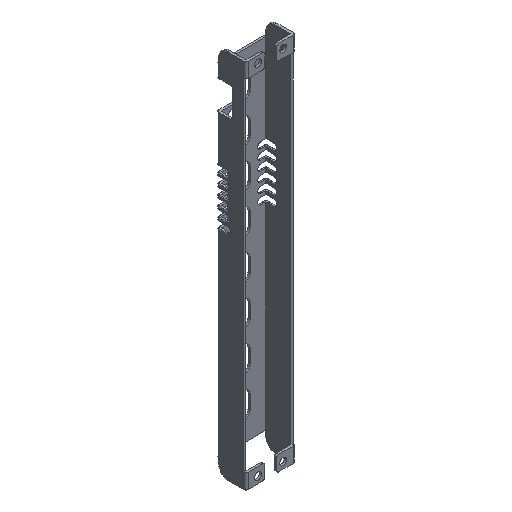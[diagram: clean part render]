
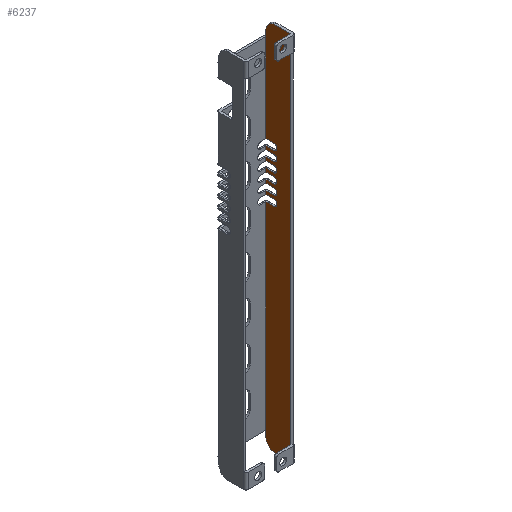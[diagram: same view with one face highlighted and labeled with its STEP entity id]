
A CAD part, isometric view. The second image highlights one B-rep face of the part: STEP entity #6237.
In plain terms, the highlighted planar face has unit normal (-1, 0, 0).
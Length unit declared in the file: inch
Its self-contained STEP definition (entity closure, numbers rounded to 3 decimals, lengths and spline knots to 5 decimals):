
#1695=CARTESIAN_POINT('',(0.64,-0.312,-5.03));
#1696=DIRECTION('',(-1.,0.,0.));
#1697=DIRECTION('',(0.,1.,0.));
#1698=AXIS2_PLACEMENT_3D('',#1695,#1696,#1697);
#1709=DIRECTION('',(0.,0.,1.));
#1710=VECTOR('',#1709,0.43);
#1711=CARTESIAN_POINT('',(0.64,-0.772,4.85));
#1712=LINE('',#1711,#1710);
#1713=DIRECTION('',(0.,0.,-1.));
#1714=VECTOR('',#1713,0.43);
#1715=CARTESIAN_POINT('',(0.64,-0.772,-4.85));
#1716=LINE('',#1715,#1714);
#1717=DIRECTION('',(0.,0.,1.));
#1718=VECTOR('',#1717,0.18);
#1719=CARTESIAN_POINT('',(0.64,-0.062,-5.03));
#1720=LINE('',#1719,#1718);
#1721=DIRECTION('',(0.,0.,1.));
#1722=VECTOR('',#1721,5.637);
#1723=CARTESIAN_POINT('',(0.64,-0.062,-4.85));
#1724=LINE('',#1723,#1722);
#1725=DIRECTION('',(0.,-1.,0.));
#1726=VECTOR('',#1725,0.218);
#1727=CARTESIAN_POINT('',(0.64,-0.062,0.787));
#1728=LINE('',#1727,#1726);
#1729=CARTESIAN_POINT('',(0.64,-0.28,0.875));
#1730=DIRECTION('',(1.,0.,0.));
#1731=DIRECTION('',(0.,0.,1.));
#1732=AXIS2_PLACEMENT_3D('',#1729,#1730,#1731);
#1734=DIRECTION('',(0.,-1.,0.));
#1735=VECTOR('',#1734,0.218);
#1736=CARTESIAN_POINT('',(0.64,-0.062,0.963));
#1737=LINE('',#1736,#1735);
#1738=DIRECTION('',(0.,0.,1.));
#1739=VECTOR('',#1738,0.099);
#1740=CARTESIAN_POINT('',(0.64,-0.062,0.963));
#1741=LINE('',#1740,#1739);
#1742=DIRECTION('',(0.,-1.,0.));
#1743=VECTOR('',#1742,0.218);
#1744=CARTESIAN_POINT('',(0.64,-0.062,1.062));
#1745=LINE('',#1744,#1743);
#1746=CARTESIAN_POINT('',(0.64,-0.28,1.15));
#1747=DIRECTION('',(1.,0.,0.));
#1748=DIRECTION('',(0.,0.,1.));
#1749=AXIS2_PLACEMENT_3D('',#1746,#1747,#1748);
#1751=DIRECTION('',(0.,-1.,0.));
#1752=VECTOR('',#1751,0.218);
#1753=CARTESIAN_POINT('',(0.64,-0.062,1.238));
#1754=LINE('',#1753,#1752);
#1755=DIRECTION('',(0.,0.,1.));
#1756=VECTOR('',#1755,0.099);
#1757=CARTESIAN_POINT('',(0.64,-0.062,1.238));
#1758=LINE('',#1757,#1756);
#1759=DIRECTION('',(0.,-1.,0.));
#1760=VECTOR('',#1759,0.218);
#1761=CARTESIAN_POINT('',(0.64,-0.062,1.337));
#1762=LINE('',#1761,#1760);
#1763=CARTESIAN_POINT('',(0.64,-0.28,1.425));
#1764=DIRECTION('',(1.,0.,0.));
#1765=DIRECTION('',(0.,0.,1.));
#1766=AXIS2_PLACEMENT_3D('',#1763,#1764,#1765);
#1768=DIRECTION('',(0.,-1.,0.));
#1769=VECTOR('',#1768,0.218);
#1770=CARTESIAN_POINT('',(0.64,-0.062,1.513));
#1771=LINE('',#1770,#1769);
#1772=DIRECTION('',(0.,0.,1.));
#1773=VECTOR('',#1772,0.099);
#1774=CARTESIAN_POINT('',(0.64,-0.062,1.513));
#1775=LINE('',#1774,#1773);
#1776=DIRECTION('',(0.,-1.,0.));
#1777=VECTOR('',#1776,0.218);
#1778=CARTESIAN_POINT('',(0.64,-0.062,1.612));
#1779=LINE('',#1778,#1777);
#1780=CARTESIAN_POINT('',(0.64,-0.28,1.7));
#1781=DIRECTION('',(1.,0.,0.));
#1782=DIRECTION('',(0.,0.,1.));
#1783=AXIS2_PLACEMENT_3D('',#1780,#1781,#1782);
#1785=DIRECTION('',(0.,-1.,0.));
#1786=VECTOR('',#1785,0.218);
#1787=CARTESIAN_POINT('',(0.64,-0.062,1.788));
#1788=LINE('',#1787,#1786);
#1789=DIRECTION('',(0.,0.,1.));
#1790=VECTOR('',#1789,0.099);
#1791=CARTESIAN_POINT('',(0.64,-0.062,1.788));
#1792=LINE('',#1791,#1790);
#1793=DIRECTION('',(0.,-1.,0.));
#1794=VECTOR('',#1793,0.218);
#1795=CARTESIAN_POINT('',(0.64,-0.062,1.887));
#1796=LINE('',#1795,#1794);
#1797=CARTESIAN_POINT('',(0.64,-0.28,1.975));
#1798=DIRECTION('',(1.,0.,0.));
#1799=DIRECTION('',(0.,0.,1.));
#1800=AXIS2_PLACEMENT_3D('',#1797,#1798,#1799);
#1802=DIRECTION('',(0.,-1.,0.));
#1803=VECTOR('',#1802,0.218);
#1804=CARTESIAN_POINT('',(0.64,-0.062,2.063));
#1805=LINE('',#1804,#1803);
#1806=DIRECTION('',(0.,0.,1.));
#1807=VECTOR('',#1806,0.099);
#1808=CARTESIAN_POINT('',(0.64,-0.062,2.063));
#1809=LINE('',#1808,#1807);
#1810=DIRECTION('',(0.,-1.,0.));
#1811=VECTOR('',#1810,0.218);
#1812=CARTESIAN_POINT('',(0.64,-0.062,2.162));
#1813=LINE('',#1812,#1811);
#1814=CARTESIAN_POINT('',(0.64,-0.28,2.25));
#1815=DIRECTION('',(1.,0.,0.));
#1816=DIRECTION('',(0.,0.,1.));
#1817=AXIS2_PLACEMENT_3D('',#1814,#1815,#1816);
#1819=DIRECTION('',(0.,-1.,0.));
#1820=VECTOR('',#1819,0.218);
#1821=CARTESIAN_POINT('',(0.64,-0.062,2.338));
#1822=LINE('',#1821,#1820);
#1823=DIRECTION('',(0.,0.,1.));
#1824=VECTOR('',#1823,2.512);
#1825=CARTESIAN_POINT('',(0.64,-0.062,2.338));
#1826=LINE('',#1825,#1824);
#1827=DIRECTION('',(0.,0.,-1.));
#1828=VECTOR('',#1827,0.18);
#1829=CARTESIAN_POINT('',(0.64,-0.062,5.03));
#1830=LINE('',#1829,#1828);
#1844=CARTESIAN_POINT('',(0.64,-0.312,5.03));
#1845=DIRECTION('',(-1.,0.,0.));
#1846=DIRECTION('',(0.,0.,1.));
#1847=AXIS2_PLACEMENT_3D('',#1844,#1845,#1846);
#1917=DIRECTION('',(0.,0.,1.));
#1918=VECTOR('',#1917,9.7);
#1919=CARTESIAN_POINT('',(0.64,-0.772,-4.85));
#1920=LINE('',#1919,#1918);
#1969=DIRECTION('',(0.,-1.,0.));
#1970=VECTOR('',#1969,0.46);
#1971=CARTESIAN_POINT('',(0.64,-0.312,-5.28));
#1972=LINE('',#1971,#1970);
#2097=DIRECTION('',(0.,-1.,0.));
#2098=VECTOR('',#2097,0.46);
#2099=CARTESIAN_POINT('',(0.64,-0.312,5.28));
#2100=LINE('',#2099,#2098);
#3259=CARTESIAN_POINT('',(0.64,-0.772,-4.85));
#3260=CARTESIAN_POINT('',(0.64,-0.772,-5.28));
#3261=VERTEX_POINT('',#3259);
#3262=VERTEX_POINT('',#3260);
#3263=CARTESIAN_POINT('',(0.64,-0.772,4.85));
#3265=VERTEX_POINT('',#3263);
#3337=CARTESIAN_POINT('',(0.64,-0.772,5.28));
#3338=VERTEX_POINT('',#3337);
#3403=CARTESIAN_POINT('',(0.64,-0.062,0.787));
#3404=CARTESIAN_POINT('',(0.64,-0.28,0.787));
#3405=VERTEX_POINT('',#3403);
#3406=VERTEX_POINT('',#3404);
#3407=CARTESIAN_POINT('',(0.64,-0.062,0.963));
#3408=CARTESIAN_POINT('',(0.64,-0.28,0.963));
#3409=VERTEX_POINT('',#3407);
#3410=VERTEX_POINT('',#3408);
#3476=CARTESIAN_POINT('',(0.64,-0.062,-4.85));
#3478=VERTEX_POINT('',#3476);
#3488=CARTESIAN_POINT('',(0.64,-0.062,4.85));
#3490=VERTEX_POINT('',#3488);
#3515=CARTESIAN_POINT('',(0.64,-0.062,1.062));
#3516=CARTESIAN_POINT('',(0.64,-0.28,1.062));
#3517=VERTEX_POINT('',#3515);
#3518=VERTEX_POINT('',#3516);
#3519=CARTESIAN_POINT('',(0.64,-0.062,1.238));
#3520=CARTESIAN_POINT('',(0.64,-0.28,1.238));
#3521=VERTEX_POINT('',#3519);
#3522=VERTEX_POINT('',#3520);
#3603=CARTESIAN_POINT('',(0.64,-0.062,1.337));
#3604=CARTESIAN_POINT('',(0.64,-0.28,1.337));
#3605=VERTEX_POINT('',#3603);
#3606=VERTEX_POINT('',#3604);
#3607=CARTESIAN_POINT('',(0.64,-0.062,1.513));
#3608=CARTESIAN_POINT('',(0.64,-0.28,1.513));
#3609=VERTEX_POINT('',#3607);
#3610=VERTEX_POINT('',#3608);
#3691=CARTESIAN_POINT('',(0.64,-0.062,1.612));
#3692=CARTESIAN_POINT('',(0.64,-0.28,1.612));
#3693=VERTEX_POINT('',#3691);
#3694=VERTEX_POINT('',#3692);
#3695=CARTESIAN_POINT('',(0.64,-0.062,1.788));
#3696=CARTESIAN_POINT('',(0.64,-0.28,1.788));
#3697=VERTEX_POINT('',#3695);
#3698=VERTEX_POINT('',#3696);
#3779=CARTESIAN_POINT('',(0.64,-0.062,1.887));
#3780=CARTESIAN_POINT('',(0.64,-0.28,1.887));
#3781=VERTEX_POINT('',#3779);
#3782=VERTEX_POINT('',#3780);
#3783=CARTESIAN_POINT('',(0.64,-0.062,2.063));
#3784=CARTESIAN_POINT('',(0.64,-0.28,2.063));
#3785=VERTEX_POINT('',#3783);
#3786=VERTEX_POINT('',#3784);
#3867=CARTESIAN_POINT('',(0.64,-0.062,2.162));
#3868=CARTESIAN_POINT('',(0.64,-0.28,2.162));
#3869=VERTEX_POINT('',#3867);
#3870=VERTEX_POINT('',#3868);
#3871=CARTESIAN_POINT('',(0.64,-0.062,2.338));
#3872=CARTESIAN_POINT('',(0.64,-0.28,2.338));
#3873=VERTEX_POINT('',#3871);
#3874=VERTEX_POINT('',#3872);
#3972=CARTESIAN_POINT('',(0.64,-0.062,5.03));
#3974=VERTEX_POINT('',#3972);
#3977=CARTESIAN_POINT('',(0.64,-0.312,5.28));
#3978=VERTEX_POINT('',#3977);
#3995=CARTESIAN_POINT('',(0.64,-0.062,-5.03));
#3997=VERTEX_POINT('',#3995);
#3999=CARTESIAN_POINT('',(0.64,-0.312,-5.28));
#4000=VERTEX_POINT('',#3999);
#6171=CARTESIAN_POINT('',(0.64,-0.062,-5.28));
#6172=DIRECTION('',(-1.,0.,0.));
#6173=DIRECTION('',(0.,-1.,0.));
#6174=AXIS2_PLACEMENT_3D('',#6171,#6172,#6173);
#6175=PLANE('',#6174);
#6177=ORIENTED_EDGE('',*,*,#6176,.F.);
#6179=ORIENTED_EDGE('',*,*,#6178,.T.);
#6181=ORIENTED_EDGE('',*,*,#6180,.F.);
#6183=ORIENTED_EDGE('',*,*,#6182,.F.);
#6185=ORIENTED_EDGE('',*,*,#6184,.T.);
#6187=ORIENTED_EDGE('',*,*,#6186,.F.);
#6188=ORIENTED_EDGE('',*,*,#6162,.F.);
#6189=ORIENTED_EDGE('',*,*,#6151,.T.);
#6190=ORIENTED_EDGE('',*,*,#4479,.T.);
#6192=ORIENTED_EDGE('',*,*,#6191,.T.);
#6194=ORIENTED_EDGE('',*,*,#6193,.F.);
#6196=ORIENTED_EDGE('',*,*,#6195,.F.);
#6197=ORIENTED_EDGE('',*,*,#4471,.T.);
#6199=ORIENTED_EDGE('',*,*,#6198,.T.);
#6201=ORIENTED_EDGE('',*,*,#6200,.F.);
#6203=ORIENTED_EDGE('',*,*,#6202,.F.);
#6204=ORIENTED_EDGE('',*,*,#4463,.T.);
#6206=ORIENTED_EDGE('',*,*,#6205,.T.);
#6208=ORIENTED_EDGE('',*,*,#6207,.F.);
#6210=ORIENTED_EDGE('',*,*,#6209,.F.);
#6211=ORIENTED_EDGE('',*,*,#4455,.T.);
#6213=ORIENTED_EDGE('',*,*,#6212,.T.);
#6215=ORIENTED_EDGE('',*,*,#6214,.F.);
#6217=ORIENTED_EDGE('',*,*,#6216,.F.);
#6218=ORIENTED_EDGE('',*,*,#4447,.T.);
#6220=ORIENTED_EDGE('',*,*,#6219,.T.);
#6222=ORIENTED_EDGE('',*,*,#6221,.F.);
#6224=ORIENTED_EDGE('',*,*,#6223,.F.);
#6225=ORIENTED_EDGE('',*,*,#4439,.T.);
#6227=ORIENTED_EDGE('',*,*,#6226,.T.);
#6229=ORIENTED_EDGE('',*,*,#6228,.F.);
#6231=ORIENTED_EDGE('',*,*,#6230,.F.);
#6232=ORIENTED_EDGE('',*,*,#4431,.T.);
#6234=ORIENTED_EDGE('',*,*,#6233,.F.);
#6235=EDGE_LOOP('',(#6177,#6179,#6181,#6183,#6185,#6187,#6188,#6189,#6190,#6192,
#6194,#6196,#6197,#6199,#6201,#6203,#6204,#6206,#6208,#6210,#6211,#6213,#6215,
#6217,#6218,#6220,#6222,#6224,#6225,#6227,#6229,#6231,#6232,#6234));
#6236=FACE_OUTER_BOUND('',#6235,.F.);
#6237=ADVANCED_FACE('',(#6236),#6175,.T.);
#1699=CIRCLE('',#1698,0.25);
#1733=CIRCLE('',#1732,0.088);
#1750=CIRCLE('',#1749,0.088);
#1767=CIRCLE('',#1766,0.088);
#1784=CIRCLE('',#1783,0.088);
#1801=CIRCLE('',#1800,0.088);
#1818=CIRCLE('',#1817,0.088);
#1848=CIRCLE('',#1847,0.25);
#4431=EDGE_CURVE('',#3873,#3490,#1826,.T.);
#4439=EDGE_CURVE('',#3785,#3869,#1809,.T.);
#4447=EDGE_CURVE('',#3697,#3781,#1792,.T.);
#4455=EDGE_CURVE('',#3609,#3693,#1775,.T.);
#4463=EDGE_CURVE('',#3521,#3605,#1758,.T.);
#4471=EDGE_CURVE('',#3409,#3517,#1741,.T.);
#4479=EDGE_CURVE('',#3478,#3405,#1724,.T.);
#6151=EDGE_CURVE('',#3997,#3478,#1720,.T.);
#6162=EDGE_CURVE('',#3997,#4000,#1699,.T.);
#6176=EDGE_CURVE('',#3978,#3974,#1848,.T.);
#6178=EDGE_CURVE('',#3978,#3338,#2100,.T.);
#6180=EDGE_CURVE('',#3265,#3338,#1712,.T.);
#6182=EDGE_CURVE('',#3261,#3265,#1920,.T.);
#6184=EDGE_CURVE('',#3261,#3262,#1716,.T.);
#6186=EDGE_CURVE('',#4000,#3262,#1972,.T.);
#6191=EDGE_CURVE('',#3405,#3406,#1728,.T.);
#6193=EDGE_CURVE('',#3410,#3406,#1733,.T.);
#6195=EDGE_CURVE('',#3409,#3410,#1737,.T.);
#6198=EDGE_CURVE('',#3517,#3518,#1745,.T.);
#6200=EDGE_CURVE('',#3522,#3518,#1750,.T.);
#6202=EDGE_CURVE('',#3521,#3522,#1754,.T.);
#6205=EDGE_CURVE('',#3605,#3606,#1762,.T.);
#6207=EDGE_CURVE('',#3610,#3606,#1767,.T.);
#6209=EDGE_CURVE('',#3609,#3610,#1771,.T.);
#6212=EDGE_CURVE('',#3693,#3694,#1779,.T.);
#6214=EDGE_CURVE('',#3698,#3694,#1784,.T.);
#6216=EDGE_CURVE('',#3697,#3698,#1788,.T.);
#6219=EDGE_CURVE('',#3781,#3782,#1796,.T.);
#6221=EDGE_CURVE('',#3786,#3782,#1801,.T.);
#6223=EDGE_CURVE('',#3785,#3786,#1805,.T.);
#6226=EDGE_CURVE('',#3869,#3870,#1813,.T.);
#6228=EDGE_CURVE('',#3874,#3870,#1818,.T.);
#6230=EDGE_CURVE('',#3873,#3874,#1822,.T.);
#6233=EDGE_CURVE('',#3974,#3490,#1830,.T.);
